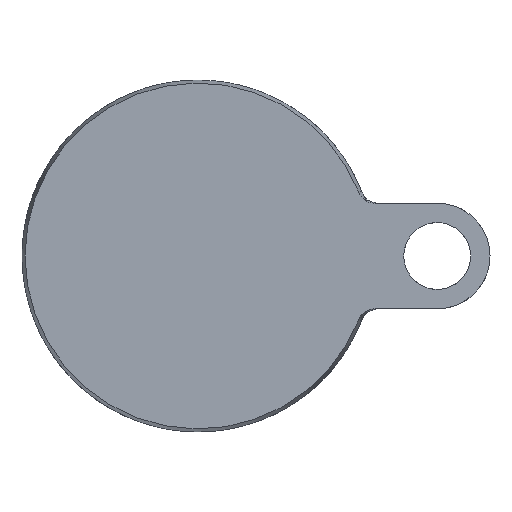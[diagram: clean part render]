
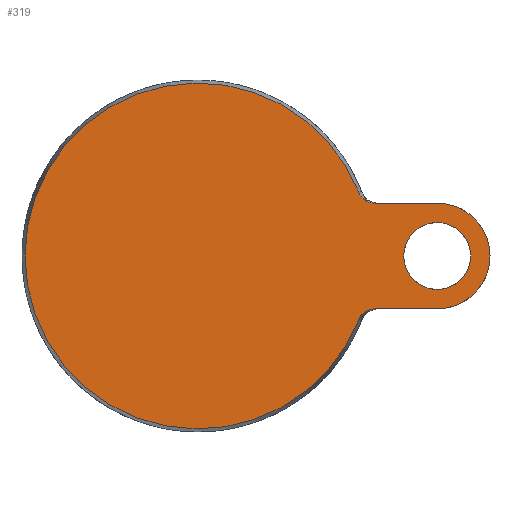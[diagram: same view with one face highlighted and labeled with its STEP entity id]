
A CAD part, front view. The second image highlights one B-rep face of the part: STEP entity #319.
In plain terms, the highlighted planar face has unit normal (0, -1, 0).
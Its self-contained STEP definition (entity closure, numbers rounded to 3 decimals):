
#1 = CARTESIAN_POINT ( 'NONE',  ( 68., 0., 0. ) ) ;
#10 = CARTESIAN_POINT ( 'NONE',  ( 49.116, 0., -15.149 ) ) ;
#51 = CARTESIAN_POINT ( 'NONE',  ( 46.108, 0., 17.258 ) ) ;
#53 = ORIENTED_EDGE ( 'NONE', *, *, #406, .F. ) ;
#57 = AXIS2_PLACEMENT_3D ( 'NONE', #174, #931, #504 ) ;
#62 = ORIENTED_EDGE ( 'NONE', *, *, #273, .F. ) ;
#68 = LINE ( 'NONE', #1037, #1033 ) ;
#75 = CARTESIAN_POINT ( 'NONE',  ( 48.405, 0., -15.385 ) ) ;
#83 = CARTESIAN_POINT ( 'NONE',  ( 50.113, 0., -15. ) ) ;
#131 = CARTESIAN_POINT ( 'NONE',  ( 46.575, 0., -16.681 ) ) ;
#137 = CARTESIAN_POINT ( 'NONE',  ( 45.848, 0., 17.699 ) ) ;
#149 = CIRCLE ( 'NONE', #171, 15. ) ;
#169 = CARTESIAN_POINT ( 'NONE',  ( 49.862, 0., -15.019 ) ) ;
#171 = AXIS2_PLACEMENT_3D ( 'NONE', #497, #241, #234 ) ;
#174 = CARTESIAN_POINT ( 'NONE',  ( -49.143, 0., 0. ) ) ;
#180 = CARTESIAN_POINT ( 'NONE',  ( 45.66, 0., 18.169 ) ) ;
#223 = VERTEX_POINT ( 'NONE', #667 ) ;
#224 = CARTESIAN_POINT ( 'NONE',  ( 45.66, 0., -18.169 ) ) ;
#234 = DIRECTION ( 'NONE',  ( 0., 0., -1. ) ) ;
#240 = VERTEX_POINT ( 'NONE', #755 ) ;
#241 = DIRECTION ( 'NONE',  ( 0., 1., 0. ) ) ;
#243 = CARTESIAN_POINT ( 'NONE',  ( 50.366, 0., 15. ) ) ;
#248 = LINE ( 'NONE', #681, #492 ) ;
#255 = ORIENTED_EDGE ( 'NONE', *, *, #342, .T. ) ;
#261 = DIRECTION ( 'NONE',  ( 0., 1., 0. ) ) ;
#262 = VERTEX_POINT ( 'NONE', #180 ) ;
#273 = EDGE_CURVE ( 'NONE', #675, #223, #68, .T. ) ;
#304 = CARTESIAN_POINT ( 'NONE',  ( 48.644, 0., 15.292 ) ) ;
#319 = ADVANCED_FACE ( 'NONE', ( #602, #352 ), #434, .F. ) ;
#324 = CARTESIAN_POINT ( 'NONE',  ( 46.1, 0., -17.269 ) ) ;
#327 = CARTESIAN_POINT ( 'NONE',  ( 50.366, 0., -15. ) ) ;
#333 = DIRECTION ( 'NONE',  ( 0., 0., -1. ) ) ;
#342 = EDGE_CURVE ( 'NONE', #262, #240, #512, .T. ) ;
#347 = ORIENTED_EDGE ( 'NONE', *, *, #357, .T. ) ;
#349 = CARTESIAN_POINT ( 'NONE',  ( 47.73, 0., -15.726 ) ) ;
#352 = FACE_BOUND ( 'NONE', #568, .T. ) ;
#357 = EDGE_CURVE ( 'NONE', #859, #859, #854, .T. ) ;
#387 = B_SPLINE_CURVE_WITH_KNOTS ( 'NONE', 3,
 ( #1001, #1021, #1008, #304, #564, #684, #1103, #501, #745, #655, #394, #51, #137, #1078 ),
 .UNSPECIFIED., .F., .F.,
 ( 4, 2, 2, 2, 2, 2, 4 ),
 ( 0., 0.001, 0.002, 0.003, 0.004, 0.004, 0.006 ),
 .UNSPECIFIED. ) ;
#394 = CARTESIAN_POINT ( 'NONE',  ( 46.58, 0., 16.677 ) ) ;
#395 = ORIENTED_EDGE ( 'NONE', *, *, #1089, .T. ) ;
#397 = VERTEX_POINT ( 'NONE', #327 ) ;
#406 = EDGE_CURVE ( 'NONE', #753, #397, #248, .T. ) ;
#416 = ORIENTED_EDGE ( 'NONE', *, *, #992, .F. ) ;
#419 = DIRECTION ( 'NONE',  ( 1., 0., 0. ) ) ;
#420 = AXIS2_PLACEMENT_3D ( 'NONE', #699, #926, #333 ) ;
#434 = PLANE ( 'NONE',  #57 ) ;
#466 = B_SPLINE_CURVE_WITH_KNOTS ( 'NONE', 3,
 ( #224, #834, #324, #131, #477, #828, #853, #349, #531, #75, #506, #10, #1026, #169, #83, #864 ),
 .UNSPECIFIED., .F., .F.,
 ( 4, 2, 2, 2, 2, 2, 2, 4 ),
 ( 0., 0.001, 0.002, 0.003, 0.004, 0.004, 0.005, 0.006 ),
 .UNSPECIFIED. ) ;
#477 = CARTESIAN_POINT ( 'NONE',  ( 46.749, 0., -16.497 ) ) ;
#492 = VECTOR ( 'NONE', #1019, 1000. ) ;
#497 = CARTESIAN_POINT ( 'NONE',  ( 68., 0., 0. ) ) ;
#501 = CARTESIAN_POINT ( 'NONE',  ( 47.322, 0., 16. ) ) ;
#504 = DIRECTION ( 'NONE',  ( 0., 0., 1. ) ) ;
#506 = CARTESIAN_POINT ( 'NONE',  ( 48.637, 0., -15.295 ) ) ;
#512 = CIRCLE ( 'NONE', #420, 49.143 ) ;
#531 = CARTESIAN_POINT ( 'NONE',  ( 47.952, 0., -15.6 ) ) ;
#564 = CARTESIAN_POINT ( 'NONE',  ( 48.407, 0., 15.384 ) ) ;
#568 = EDGE_LOOP ( 'NONE', ( #347 ) ) ;
#602 = FACE_OUTER_BOUND ( 'NONE', #1024, .T. ) ;
#641 = AXIS2_PLACEMENT_3D ( 'NONE', #1, #261, #1011 ) ;
#655 = CARTESIAN_POINT ( 'NONE',  ( 46.751, 0., 16.495 ) ) ;
#667 = CARTESIAN_POINT ( 'NONE',  ( 68., 0., 15. ) ) ;
#675 = VERTEX_POINT ( 'NONE', #243 ) ;
#681 = CARTESIAN_POINT ( 'NONE',  ( 15., 0., -15. ) ) ;
#684 = CARTESIAN_POINT ( 'NONE',  ( 47.955, 0., 15.598 ) ) ;
#686 = CARTESIAN_POINT ( 'NONE',  ( 68., 0., -15. ) ) ;
#699 = CARTESIAN_POINT ( 'NONE',  ( 0., 0., 0. ) ) ;
#745 = CARTESIAN_POINT ( 'NONE',  ( 47.122, 0., 16.157 ) ) ;
#753 = VERTEX_POINT ( 'NONE', #686 ) ;
#755 = CARTESIAN_POINT ( 'NONE',  ( 45.66, 0., -18.169 ) ) ;
#828 = CARTESIAN_POINT ( 'NONE',  ( 47.118, 0., -16.16 ) ) ;
#834 = CARTESIAN_POINT ( 'NONE',  ( 45.848, 0., -17.699 ) ) ;
#853 = CARTESIAN_POINT ( 'NONE',  ( 47.314, 0., -16.005 ) ) ;
#854 = CIRCLE ( 'NONE', #641, 9.5 ) ;
#859 = VERTEX_POINT ( 'NONE', #869 ) ;
#864 = CARTESIAN_POINT ( 'NONE',  ( 50.366, 0., -15. ) ) ;
#869 = CARTESIAN_POINT ( 'NONE',  ( 68., 0., 9.5 ) ) ;
#926 = DIRECTION ( 'NONE',  ( 0., -1., 0. ) ) ;
#931 = DIRECTION ( 'NONE',  ( 0., 1., 0. ) ) ;
#992 = EDGE_CURVE ( 'NONE', #223, #753, #149, .T. ) ;
#994 = ORIENTED_EDGE ( 'NONE', *, *, #1056, .T. ) ;
#1001 = CARTESIAN_POINT ( 'NONE',  ( 50.366, 0., 15. ) ) ;
#1008 = CARTESIAN_POINT ( 'NONE',  ( 49.366, 0., 15.074 ) ) ;
#1011 = DIRECTION ( 'NONE',  ( 0., 0., 1. ) ) ;
#1019 = DIRECTION ( 'NONE',  ( -1., 0., 0. ) ) ;
#1021 = CARTESIAN_POINT ( 'NONE',  ( 49.86, 0., 15. ) ) ;
#1024 = EDGE_LOOP ( 'NONE', ( #62, #994, #255, #395, #53, #416 ) ) ;
#1026 = CARTESIAN_POINT ( 'NONE',  ( 49.363, 0., -15.093 ) ) ;
#1033 = VECTOR ( 'NONE', #419, 1000. ) ;
#1037 = CARTESIAN_POINT ( 'NONE',  ( 15., 0., 15. ) ) ;
#1056 = EDGE_CURVE ( 'NONE', #675, #262, #387, .T. ) ;
#1078 = CARTESIAN_POINT ( 'NONE',  ( 45.66, 0., 18.169 ) ) ;
#1089 = EDGE_CURVE ( 'NONE', #240, #397, #466, .T. ) ;
#1103 = CARTESIAN_POINT ( 'NONE',  ( 47.738, 0., 15.721 ) ) ;
